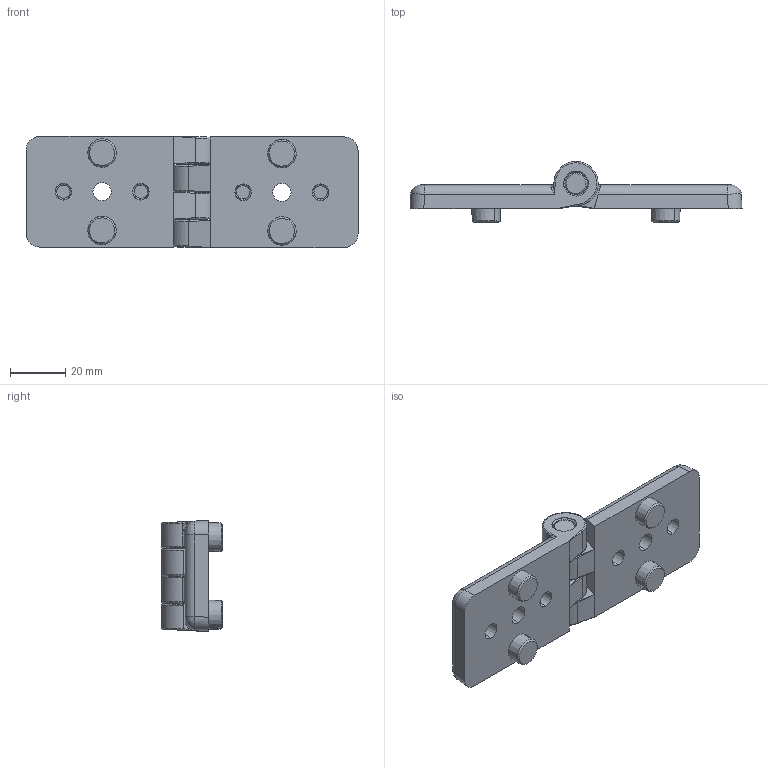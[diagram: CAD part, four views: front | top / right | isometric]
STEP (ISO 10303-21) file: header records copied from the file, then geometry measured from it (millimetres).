
FILE_DESCRIPTION (( 'STEP AP214' ), '1' );
FILE_NAME ('095ks6060f10.STEP', '2013-06-10T05:56:48', ( '' ), ( '' ), 'SwSTEP 2.0', 'SolidWorks 2012', '' );
FILE_SCHEMA (( 'AUTOMOTIVE_DESIGN' ));
Length unit declared in the file: millimetre
Products named in the file (4): 095001z08k_095 002 z 10 k; 340me031e_Standard; 095ks60f00_Standard; 095ks6060f10
Assembly tree (7 placements, depth 2):
  095ks6060f10
    095ks60f00_Standard  x2
    340me031e_Standard
    095001z08k_095 002 z 10 k  x4
Bounding box: 120 x 22 x 40.2 mm (x, y, z)
Volume: 42517.1 mm3; surface area: 18072.6 mm2
Topology: 7 solids, 7 shells, 325 faces, 778 edges, 478 vertices
Faces by surface type: cylinder 134, cone 72, plane 55, torus 38, bspline 26
Entity records: 4867 total; most frequent: CARTESIAN_POINT 1839, DIRECTION 609, ORIENTED_EDGE 604, EDGE_CURVE 302, AXIS2_PLACEMENT_3D 250, VERTEX_POINT 185, EDGE_LOOP 141, ADVANCED_FACE 129
